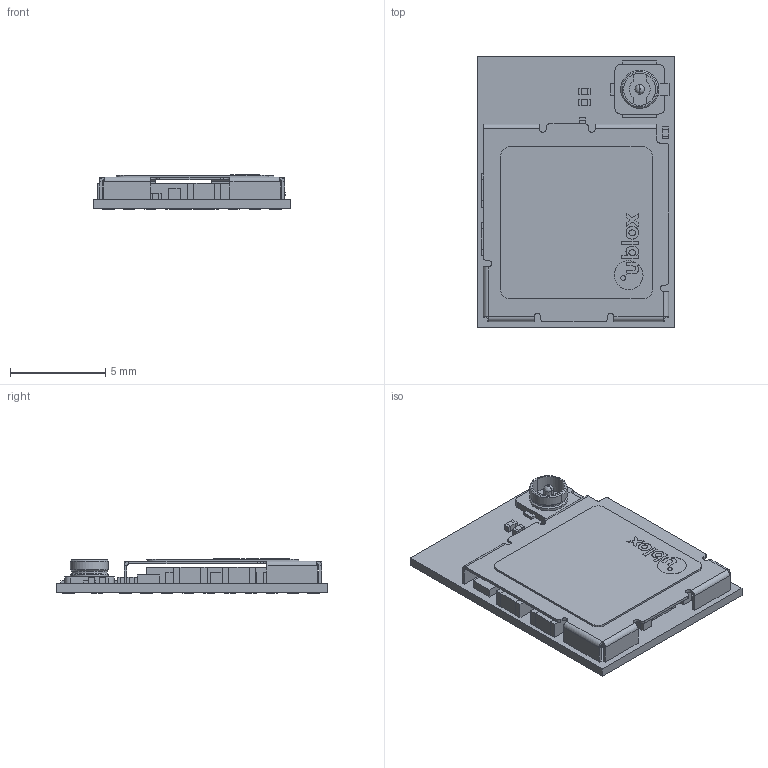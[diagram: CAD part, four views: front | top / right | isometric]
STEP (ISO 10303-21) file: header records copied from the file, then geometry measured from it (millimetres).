
FILE_DESCRIPTION(('Open CASCADE Model'),'2;1');
FILE_NAME('Open CASCADE Shape Model','2020-10-07T16:17:39',('Author'),( 'Open CASCADE'),'Open CASCADE STEP processor 6.8','Open CASCADE 6.8' ,'Unknown');
FILE_SCHEMA(('AUTOMOTIVE_DESIGN { 1 0 10303 214 1 1 1 1 }'));
Length unit declared in the file: millimetre
Products named in the file (80): PCB; Board; Open CASCADE STEP translator 6.8 1.1.1; C14; 6438983040; Extruded; 6438981200; L3; 6438982480; J2; U.FL-R-SMT-1; L2; 6438982160; w; label_with_logo_8x8; label_8x8; logo_full_4mm; logo_x_4mm; logo_o_4mm; logo_l_4mm; logo_b_4mm; logo_u_4mm; UBXH04-0000650_NORA-TYPE-1_SHIELD_rev3; L1; 6438400496; 6438400016; J1; 6438983360; C16; 6438979360; 6438978880; C1; R1; 6438399056; 6438398816; L4; C24; C22; L5; 6438393536 ...
Assembly tree (227 placements, depth 5):
  PCB
    Board
      Open CASCADE STEP translator 6.8 1.1.1
    C14
      6438983040  x2
        Extruded
      6438981200
        Extruded
    L3
      6438983040  x2
        Extruded
      6438982480
        Extruded
    J2
      U.FL-R-SMT-1
    L2
      6438982160  x2
        Extruded
      6438982480
        Extruded
    w
      label_with_logo_8x8
        label_8x8
        logo_full_4mm
          logo_x_4mm
          logo_o_4mm
          logo_l_4mm
          logo_b_4mm
          logo_u_4mm
      UBXH04-0000650_NORA-TYPE-1_SHIELD_rev3
    L1
      6438400496  x2
        Extruded
      6438400016
        Extruded
    J1
      6438983360  x82
        Extruded
    C16
      6438979360  x2
        Extruded
      6438978880
        Extruded
    C1
      6438978880
        Extruded
      6438979360  x2
        Extruded
    R1
      6438399056
        Extruded
      6438398816  x2
        Extruded
    L4
      6438400016
        Extruded
      6438400496  x2
        Extruded
    C24
      6438979360  x2
Bounding box: 10.4 x 14.3 x 1.79 mm (x, y, z)
Volume: 155 mm3; surface area: 1119.9 mm2
Topology: 175 solids, 175 shells, 3149 faces, 7974 edges, 5294 vertices
Faces by surface type: plane 2920, cylinder 164, bspline 55, cone 8, revolution 2
Full cylindrical faces by diameter (mm): 0.2 x116, 0.4 x1
Entity records: 21996 total; most frequent: CARTESIAN_POINT 3921, DIRECTION 3078, ORIENTED_EDGE 2672, EDGE_CURVE 1336, AXIS2_PLACEMENT_3D 1155, VERTEX_POINT 870, FACE_BOUND 768, EDGE_LOOP 768
